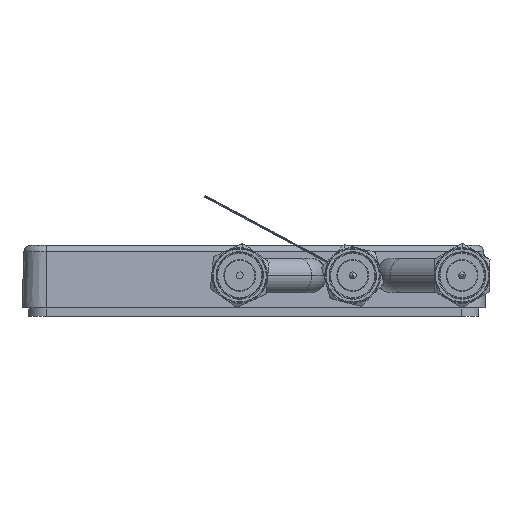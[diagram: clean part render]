
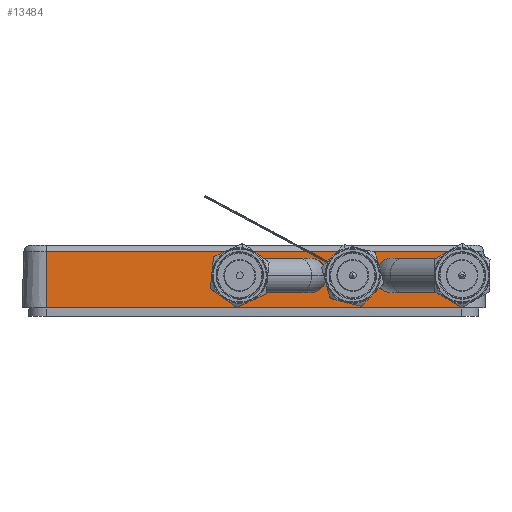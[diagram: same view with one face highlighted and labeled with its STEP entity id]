
A CAD part, front view. The second image highlights one B-rep face of the part: STEP entity #13484.
In plain terms, the highlighted planar face has unit normal (0, -0.999, 0.035).
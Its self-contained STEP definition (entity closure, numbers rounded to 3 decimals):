
#259 = FACE_BOUND ( 'NONE', #28118, .T. ) ;
#353 = VERTEX_POINT ( 'NONE', #17103 ) ;
#926 = VERTEX_POINT ( 'NONE', #24853 ) ;
#1550 = CARTESIAN_POINT ( 'NONE',  ( 0., -100.25, -9. ) ) ;
#3144 = DIRECTION ( 'NONE',  ( -1., 0., 0. ) ) ;
#3580 = ORIENTED_EDGE ( 'NONE', *, *, #12289, .T. ) ;
#3941 = CARTESIAN_POINT ( 'NONE',  ( 19.835, -100.174, -6.837 ) ) ;
#3944 = CARTESIAN_POINT ( 'NONE',  ( -29.75, -99.969, -0.965 ) ) ;
#4988 = CARTESIAN_POINT ( 'NONE',  ( -29.75, -100.25, -9. ) ) ;
#5278 = PLANE ( 'NONE',  #31905 ) ;
#5540 = DIRECTION ( 'NONE',  ( 0., 0.035, 0.999 ) ) ;
#5807 = CARTESIAN_POINT ( 'NONE',  ( 14.164, -100.135, -5.712 ) ) ;
#8271 = VECTOR ( 'NONE', #38404, 1000. ) ;
#8501 = EDGE_CURVE ( 'NONE', #33481, #46244, #26853, .T. ) ;
#9149 = VECTOR ( 'NONE', #45464, 1000. ) ;
#9688 = CARTESIAN_POINT ( 'NONE',  ( 16.914, -100.039, -2.962 ) ) ;
#9893 = CARTESIAN_POINT ( 'NONE',  ( 19.835, -100., -1.837 ) ) ;
#10695 = EDGE_CURVE ( 'NONE', #353, #926, #39875, .T. ) ;
#11402 = VERTEX_POINT ( 'NONE', #29506 ) ;
#12289 = EDGE_CURVE ( 'NONE', #27240, #11402, #26448, .T. ) ;
#12433 = CARTESIAN_POINT ( 'NONE',  ( 0., -100.25, -9. ) ) ;
#13484 = ADVANCED_FACE ( 'NONE', ( #17538, #259, #27442, #34968 ), #5278, .T. ) ;
#14030 = LINE ( 'NONE', #28049, #8271 ) ;
#14089 = CARTESIAN_POINT ( 'NONE',  ( -29.75, -99.969, -0.965 ) ) ;
#14232 = CARTESIAN_POINT ( 'NONE',  ( 24.835, -100., -1.837 ) ) ;
#14405 = ORIENTED_EDGE ( 'NONE', *, *, #30501, .F. ) ;
#14921 = VERTEX_POINT ( 'NONE', #35595 ) ;
#15138 = EDGE_CURVE ( 'NONE', #11402, #27240, #29419, .T. ) ;
#15241 = CARTESIAN_POINT ( 'NONE',  ( 19.835, -100., -1.837 ) ) ;
#15423 =( BOUNDED_CURVE ( )  B_SPLINE_CURVE ( 3, ( #45987, #31085, #38499, #16335 ),
 .UNSPECIFIED., .F., .F. ) 
 B_SPLINE_CURVE_WITH_KNOTS ( ( 4, 4 ),
 ( 0., 3.142 ),
 .UNSPECIFIED. ) 
 CURVE ( )  GEOMETRIC_REPRESENTATION_ITEM ( )  RATIONAL_B_SPLINE_CURVE ( ( 1., 0.333, 0.333, 1. ) ) 
 REPRESENTATION_ITEM ( '' )  );
#16335 = CARTESIAN_POINT ( 'NONE',  ( 7.961, -100.174, -6.837 ) ) ;
#16545 = DIRECTION ( 'NONE',  ( 0., -0.035, -0.999 ) ) ;
#17103 = CARTESIAN_POINT ( 'NONE',  ( 14.164, -100.039, -2.962 ) ) ;
#17538 = FACE_BOUND ( 'NONE', #21944, .T. ) ;
#18029 = ORIENTED_EDGE ( 'NONE', *, *, #21980, .T. ) ;
#21480 = CARTESIAN_POINT ( 'NONE',  ( 7.961, -100., -1.837 ) ) ;
#21488 = CARTESIAN_POINT ( 'NONE',  ( 11.414, -100.135, -5.712 ) ) ;
#21905 = EDGE_CURVE ( 'NONE', #27134, #33372, #29017, .T. ) ;
#21944 = EDGE_LOOP ( 'NONE', ( #24689, #46913 ) ) ;
#21980 = EDGE_CURVE ( 'NONE', #46244, #33481, #15423, .T. ) ;
#23192 = VECTOR ( 'NONE', #5540, 1000. ) ;
#23455 = CARTESIAN_POINT ( 'NONE',  ( 2.961, -100., -1.837 ) ) ;
#24245 = EDGE_LOOP ( 'NONE', ( #45366, #40387, #31056, #14405 ) ) ;
#24558 = ORIENTED_EDGE ( 'NONE', *, *, #8501, .T. ) ;
#24689 = ORIENTED_EDGE ( 'NONE', *, *, #10695, .T. ) ;
#24853 = CARTESIAN_POINT ( 'NONE',  ( 14.164, -100.135, -5.712 ) ) ;
#26448 =( BOUNDED_CURVE ( )  B_SPLINE_CURVE ( 3, ( #3941, #29821, #37740, #15241 ),
 .UNSPECIFIED., .F., .F. ) 
 B_SPLINE_CURVE_WITH_KNOTS ( ( 4, 4 ),
 ( 3.142, 6.283 ),
 .UNSPECIFIED. ) 
 CURVE ( )  GEOMETRIC_REPRESENTATION_ITEM ( )  RATIONAL_B_SPLINE_CURVE ( ( 1., 0.333, 0.333, 1. ) ) 
 REPRESENTATION_ITEM ( '' )  );
#26853 =( BOUNDED_CURVE ( )  B_SPLINE_CURVE ( 3, ( #30773, #31413, #23455, #21480 ),
 .UNSPECIFIED., .F., .T. ) 
 B_SPLINE_CURVE_WITH_KNOTS ( ( 4, 4 ),
 ( 3.142, 6.283 ),
 .UNSPECIFIED. ) 
 CURVE ( )  GEOMETRIC_REPRESENTATION_ITEM ( )  RATIONAL_B_SPLINE_CURVE ( ( 1., 0.333, 0.333, 1. ) ) 
 REPRESENTATION_ITEM ( '' )  );
#27134 = VERTEX_POINT ( 'NONE', #4988 ) ;
#27240 = VERTEX_POINT ( 'NONE', #34062 ) ;
#27442 = FACE_BOUND ( 'NONE', #40276, .T. ) ;
#27489 =( BOUNDED_CURVE ( )  B_SPLINE_CURVE ( 3, ( #44622, #21488, #36544, #33146 ),
 .UNSPECIFIED., .F., .F. ) 
 B_SPLINE_CURVE_WITH_KNOTS ( ( 4, 4 ),
 ( 3.142, 6.283 ),
 .UNSPECIFIED. ) 
 CURVE ( )  GEOMETRIC_REPRESENTATION_ITEM ( )  RATIONAL_B_SPLINE_CURVE ( ( 1., 0.333, 0.333, 1. ) ) 
 REPRESENTATION_ITEM ( '' )  );
#27572 = DIRECTION ( 'NONE',  ( 0., -0.999, 0.035 ) ) ;
#28049 = CARTESIAN_POINT ( 'NONE',  ( 29.75, -100.25, -9. ) ) ;
#28118 = EDGE_LOOP ( 'NONE', ( #36667, #3580 ) ) ;
#28995 = CARTESIAN_POINT ( 'NONE',  ( 7.961, -100., -1.837 ) ) ;
#29017 = LINE ( 'NONE', #42419, #23192 ) ;
#29419 =( BOUNDED_CURVE ( )  B_SPLINE_CURVE ( 3, ( #9893, #14232, #32838, #29450 ),
 .UNSPECIFIED., .F., .F. ) 
 B_SPLINE_CURVE_WITH_KNOTS ( ( 4, 4 ),
 ( 0., 3.142 ),
 .UNSPECIFIED. ) 
 CURVE ( )  GEOMETRIC_REPRESENTATION_ITEM ( )  RATIONAL_B_SPLINE_CURVE ( ( 1., 0.333, 0.333, 1. ) ) 
 REPRESENTATION_ITEM ( '' )  );
#29450 = CARTESIAN_POINT ( 'NONE',  ( 19.835, -100.174, -6.837 ) ) ;
#29506 = CARTESIAN_POINT ( 'NONE',  ( 19.835, -100., -1.837 ) ) ;
#29821 = CARTESIAN_POINT ( 'NONE',  ( 14.835, -100.174, -6.837 ) ) ;
#30501 = EDGE_CURVE ( 'NONE', #42238, #27134, #43322, .T. ) ;
#30773 = CARTESIAN_POINT ( 'NONE',  ( 7.961, -100.174, -6.837 ) ) ;
#31056 = ORIENTED_EDGE ( 'NONE', *, *, #21905, .F. ) ;
#31085 = CARTESIAN_POINT ( 'NONE',  ( 12.961, -100., -1.837 ) ) ;
#31413 = CARTESIAN_POINT ( 'NONE',  ( 2.961, -100.174, -6.837 ) ) ;
#31905 = AXIS2_PLACEMENT_3D ( 'NONE', #1550, #27572, #16545 ) ;
#32484 = VECTOR ( 'NONE', #3144, 1000. ) ;
#32838 = CARTESIAN_POINT ( 'NONE',  ( 24.835, -100.174, -6.837 ) ) ;
#33146 = CARTESIAN_POINT ( 'NONE',  ( 14.164, -100.039, -2.962 ) ) ;
#33372 = VERTEX_POINT ( 'NONE', #14089 ) ;
#33481 = VERTEX_POINT ( 'NONE', #34324 ) ;
#34062 = CARTESIAN_POINT ( 'NONE',  ( 19.835, -100.174, -6.837 ) ) ;
#34324 = CARTESIAN_POINT ( 'NONE',  ( 7.961, -100.174, -6.837 ) ) ;
#34968 = FACE_OUTER_BOUND ( 'NONE', #24245, .T. ) ;
#35273 = EDGE_CURVE ( 'NONE', #14921, #33372, #37650, .T. ) ;
#35595 = CARTESIAN_POINT ( 'NONE',  ( 29.75, -99.969, -0.965 ) ) ;
#36049 = CARTESIAN_POINT ( 'NONE',  ( 14.164, -100.039, -2.962 ) ) ;
#36544 = CARTESIAN_POINT ( 'NONE',  ( 11.414, -100.039, -2.962 ) ) ;
#36667 = ORIENTED_EDGE ( 'NONE', *, *, #15138, .T. ) ;
#37399 = EDGE_CURVE ( 'NONE', #14921, #42238, #14030, .T. ) ;
#37650 = LINE ( 'NONE', #3944, #32484 ) ;
#37740 = CARTESIAN_POINT ( 'NONE',  ( 14.835, -100., -1.837 ) ) ;
#38404 = DIRECTION ( 'NONE',  ( 0., -0.035, -0.999 ) ) ;
#38499 = CARTESIAN_POINT ( 'NONE',  ( 12.961, -100.174, -6.837 ) ) ;
#39875 =( BOUNDED_CURVE ( )  B_SPLINE_CURVE ( 3, ( #36049, #9688, #47234, #5807 ),
 .UNSPECIFIED., .F., .T. ) 
 B_SPLINE_CURVE_WITH_KNOTS ( ( 4, 4 ),
 ( 0., 3.142 ),
 .UNSPECIFIED. ) 
 CURVE ( )  GEOMETRIC_REPRESENTATION_ITEM ( )  RATIONAL_B_SPLINE_CURVE ( ( 1., 0.333, 0.333, 1. ) ) 
 REPRESENTATION_ITEM ( '' )  );
#40136 = EDGE_CURVE ( 'NONE', #926, #353, #27489, .T. ) ;
#40276 = EDGE_LOOP ( 'NONE', ( #18029, #24558 ) ) ;
#40387 = ORIENTED_EDGE ( 'NONE', *, *, #35273, .T. ) ;
#42238 = VERTEX_POINT ( 'NONE', #45631 ) ;
#42419 = CARTESIAN_POINT ( 'NONE',  ( -29.75, -100.25, -9. ) ) ;
#43322 = LINE ( 'NONE', #12433, #9149 ) ;
#44622 = CARTESIAN_POINT ( 'NONE',  ( 14.164, -100.135, -5.712 ) ) ;
#45366 = ORIENTED_EDGE ( 'NONE', *, *, #37399, .F. ) ;
#45464 = DIRECTION ( 'NONE',  ( -1., 0., 0. ) ) ;
#45631 = CARTESIAN_POINT ( 'NONE',  ( 29.75, -100.25, -9. ) ) ;
#45987 = CARTESIAN_POINT ( 'NONE',  ( 7.961, -100., -1.837 ) ) ;
#46244 = VERTEX_POINT ( 'NONE', #28995 ) ;
#46913 = ORIENTED_EDGE ( 'NONE', *, *, #40136, .T. ) ;
#47234 = CARTESIAN_POINT ( 'NONE',  ( 16.914, -100.135, -5.712 ) ) ;
